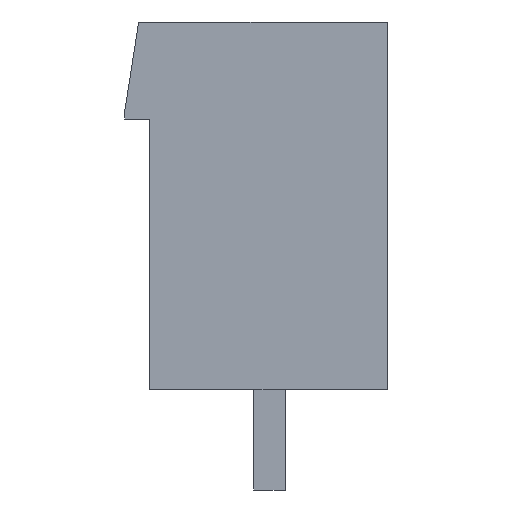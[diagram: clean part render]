
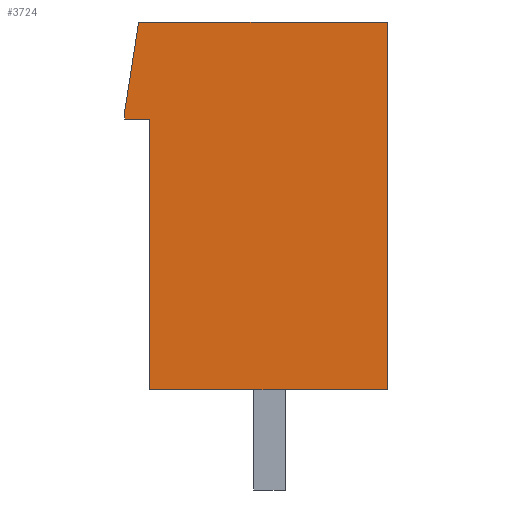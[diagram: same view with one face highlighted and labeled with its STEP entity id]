
A CAD part, left-side view. The second image highlights one B-rep face of the part: STEP entity #3724.
In plain terms, the highlighted planar face has unit normal (-1, 0, 0).
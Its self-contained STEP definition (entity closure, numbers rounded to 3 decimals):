
#3701=AXIS2_PLACEMENT_3D('Plane Axis2P3D',#3698,#3699,#3700) ;
#717=CARTESIAN_POINT('Vertex',(0.,7.95,14.95)) ;
#722=CARTESIAN_POINT('Line Origine',(0.,3.975,14.95)) ;
#726=CARTESIAN_POINT('Vertex',(0.,0.,14.95)) ;
#2689=CARTESIAN_POINT('Vertex',(0.,7.6,11.85)) ;
#2692=CARTESIAN_POINT('Line Origine',(0.,8.,11.85)) ;
#2696=CARTESIAN_POINT('Vertex',(0.,8.4,11.85)) ;
#2869=CARTESIAN_POINT('Vertex',(0.,7.6,3.2)) ;
#2872=CARTESIAN_POINT('Line Origine',(0.,7.6,7.525)) ;
#3671=CARTESIAN_POINT('Vertex',(0.,0.,3.2)) ;
#3674=CARTESIAN_POINT('Line Origine',(0.,3.8,3.2)) ;
#3686=CARTESIAN_POINT('Line Origine',(0.,0.,9.075)) ;
#3698=CARTESIAN_POINT('Axis2P3D Location',(0.,0.,-0.05)) ;
#3703=CARTESIAN_POINT('Line Origine',(0.,8.175,13.5)) ;
#3707=CARTESIAN_POINT('Vertex',(0.,8.4,12.05)) ;
#3710=CARTESIAN_POINT('Line Origine',(0.,8.4,11.95)) ;
#723=DIRECTION('Vector Direction',(0.,-1.,0.)) ;
#2693=DIRECTION('Vector Direction',(0.,-1.,0.)) ;
#2873=DIRECTION('Vector Direction',(0.,0.,-1.)) ;
#3675=DIRECTION('Vector Direction',(0.,-1.,0.)) ;
#3687=DIRECTION('Vector Direction',(0.,0.,-1.)) ;
#3699=DIRECTION('Axis2P3D Direction',(-1.,0.,0.)) ;
#3700=DIRECTION('Axis2P3D XDirection',(0.,0.,1.)) ;
#3704=DIRECTION('Vector Direction',(0.,0.153,-0.988)) ;
#3711=DIRECTION('Vector Direction',(0.,0.,1.)) ;
#724=VECTOR('Line Direction',#723,1.) ;
#2694=VECTOR('Line Direction',#2693,1.) ;
#2874=VECTOR('Line Direction',#2873,1.) ;
#3676=VECTOR('Line Direction',#3675,1.) ;
#3688=VECTOR('Line Direction',#3687,1.) ;
#3705=VECTOR('Line Direction',#3704,1.) ;
#3712=VECTOR('Line Direction',#3711,1.) ;
#3716=ORIENTED_EDGE('',*,*,#2698,.T.) ;
#3717=ORIENTED_EDGE('',*,*,#2876,.T.) ;
#3718=ORIENTED_EDGE('',*,*,#3678,.T.) ;
#3719=ORIENTED_EDGE('',*,*,#3690,.T.) ;
#3720=ORIENTED_EDGE('',*,*,#728,.T.) ;
#3721=ORIENTED_EDGE('',*,*,#3709,.T.) ;
#3722=ORIENTED_EDGE('',*,*,#3714,.T.) ;
#3724=ADVANCED_FACE('HOUSING',(#3723),#3702,.T.) ;
#728=EDGE_CURVE('',#727,#718,#725,.F.) ;
#2698=EDGE_CURVE('',#2697,#2690,#2695,.T.) ;
#2876=EDGE_CURVE('',#2690,#2870,#2875,.T.) ;
#3678=EDGE_CURVE('',#2870,#3672,#3677,.T.) ;
#3690=EDGE_CURVE('',#3672,#727,#3689,.F.) ;
#3709=EDGE_CURVE('',#718,#3708,#3706,.T.) ;
#3714=EDGE_CURVE('',#3708,#2697,#3713,.F.) ;
#3715=EDGE_LOOP('',(#3716,#3717,#3718,#3719,#3720,#3721,#3722)) ;
#3723=FACE_OUTER_BOUND('',#3715,.T.) ;
#725=LINE('Line',#722,#724) ;
#2695=LINE('Line',#2692,#2694) ;
#2875=LINE('Line',#2872,#2874) ;
#3677=LINE('Line',#3674,#3676) ;
#3689=LINE('Line',#3686,#3688) ;
#3706=LINE('Line',#3703,#3705) ;
#3713=LINE('Line',#3710,#3712) ;
#3702=PLANE('',#3701) ;
#718=VERTEX_POINT('',#717) ;
#727=VERTEX_POINT('',#726) ;
#2690=VERTEX_POINT('',#2689) ;
#2697=VERTEX_POINT('',#2696) ;
#2870=VERTEX_POINT('',#2869) ;
#3672=VERTEX_POINT('',#3671) ;
#3708=VERTEX_POINT('',#3707) ;
